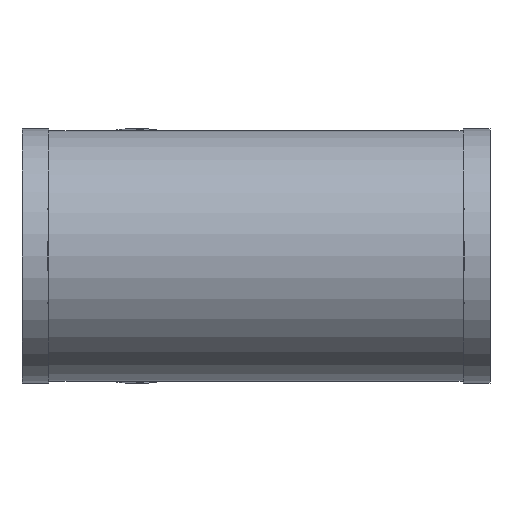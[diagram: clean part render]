
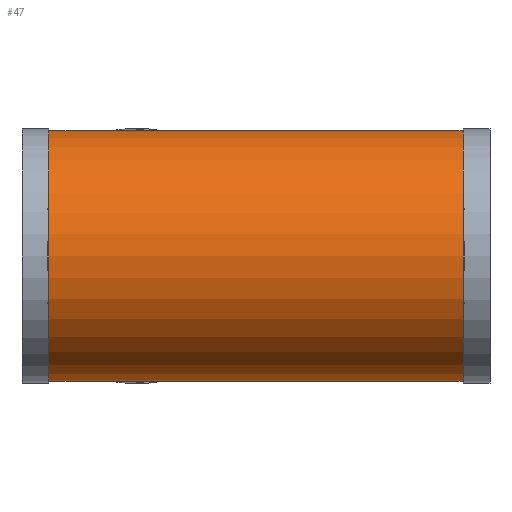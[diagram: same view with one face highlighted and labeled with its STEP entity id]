
A CAD part, front view. The second image highlights one B-rep face of the part: STEP entity #47.
In plain terms, the highlighted cylindrical face has radius 200 mm (diameter 400 mm), a full revolution.
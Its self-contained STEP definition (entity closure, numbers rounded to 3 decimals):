
#47 = ADVANCED_FACE( '', ( #106, #107, #108 ), #109, .T. );
#106 = FACE_OUTER_BOUND( '', #191, .T. );
#107 = FACE_BOUND( '', #192, .T. );
#108 = FACE_OUTER_BOUND( '', #193, .T. );
#109 = CYLINDRICAL_SURFACE( '', #194, 200. );
#191 = EDGE_LOOP( '', ( #275 ) );
#192 = EDGE_LOOP( '', ( #276, #277 ) );
#193 = EDGE_LOOP( '', ( #278 ) );
#194 = AXIS2_PLACEMENT_3D( '', #279, #280, #281 );
#275 = ORIENTED_EDGE( '', *, *, #389, .T. );
#276 = ORIENTED_EDGE( '', *, *, #386, .F. );
#277 = ORIENTED_EDGE( '', *, *, #387, .F. );
#278 = ORIENTED_EDGE( '', *, *, #390, .F. );
#279 = CARTESIAN_POINT( '', ( 373., 0., 0. ) );
#280 = DIRECTION( '', ( -1., 0., 0. ) );
#281 = DIRECTION( '', ( 0., 0., -1. ) );
#386 = EDGE_CURVE( '', #430, #431, #432, .F. );
#387 = EDGE_CURVE( '', #431, #430, #433, .F. );
#389 = EDGE_CURVE( '', #435, #435, #436, .T. );
#390 = EDGE_CURVE( '', #437, #437, #438, .T. );
#430 = VERTEX_POINT( '', #493 );
#431 = VERTEX_POINT( '', #494 );
#432 = ELLIPSE( '', #495, 522.625, 200. );
#433 = ELLIPSE( '', #496, 216.478, 200. );
#435 = VERTEX_POINT( '', #498 );
#436 = CIRCLE( '', #499, 200. );
#437 = VERTEX_POINT( '', #500 );
#438 = CIRCLE( '', #501, 200. );
#493 = CARTESIAN_POINT( '', ( 200., 0., -200. ) );
#494 = CARTESIAN_POINT( '', ( 200., 0., 200. ) );
#495 = AXIS2_PLACEMENT_3D( '', #557, #558, #559 );
#496 = AXIS2_PLACEMENT_3D( '', #560, #561, #562 );
#498 = CARTESIAN_POINT( '', ( -330., 0., -200. ) );
#499 = AXIS2_PLACEMENT_3D( '', #563, #564, #565 );
#500 = CARTESIAN_POINT( '', ( 330., 0., -200. ) );
#501 = AXIS2_PLACEMENT_3D( '', #566, #567, #568 );
#557 = CARTESIAN_POINT( '', ( 200., 0., 0. ) );
#558 = DIRECTION( '', ( -0.383, -0.924, 0. ) );
#559 = DIRECTION( '', ( 0.924, -0.383, 0. ) );
#560 = CARTESIAN_POINT( '', ( 200., 0., 0. ) );
#561 = DIRECTION( '', ( 0.924, -0.383, 0. ) );
#562 = DIRECTION( '', ( -0.383, -0.924, 0. ) );
#563 = CARTESIAN_POINT( '', ( -330., 0., 0. ) );
#564 = DIRECTION( '', ( 1., 0., 0. ) );
#565 = DIRECTION( '', ( 0., 0., -1. ) );
#566 = CARTESIAN_POINT( '', ( 330., 0., 0. ) );
#567 = DIRECTION( '', ( 1., 0., 0. ) );
#568 = DIRECTION( '', ( 0., 0., -1. ) );
